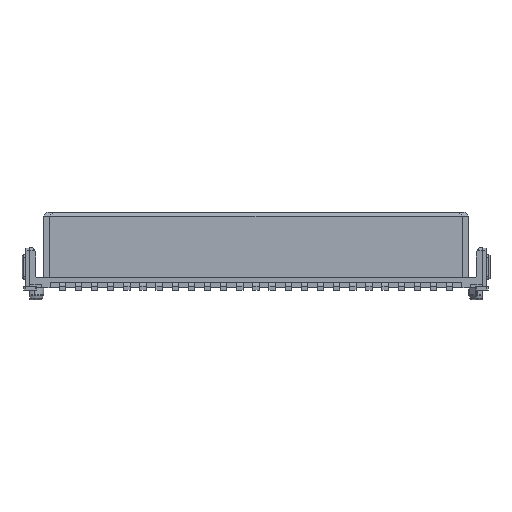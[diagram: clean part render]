
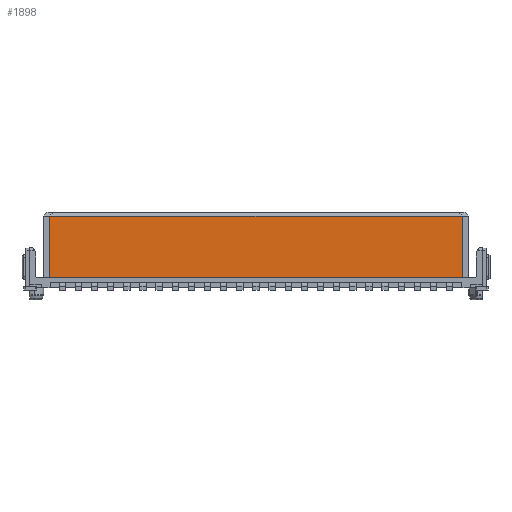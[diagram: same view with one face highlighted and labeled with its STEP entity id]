
A CAD part, front view. The second image highlights one B-rep face of the part: STEP entity #1898.
In plain terms, the highlighted planar face has unit normal (0, -1, 0).
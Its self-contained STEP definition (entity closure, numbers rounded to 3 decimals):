
#1871=AXIS2_PLACEMENT_3D('Plane Axis2P3D',#1868,#1869,#1870) ;
#49=CARTESIAN_POINT('Vertex',(2.165,2.175,6.58)) ;
#52=CARTESIAN_POINT('Line Origine',(18.415,2.175,6.58)) ;
#56=CARTESIAN_POINT('Vertex',(34.665,2.175,6.58)) ;
#1868=CARTESIAN_POINT('Axis2P3D Location',(34.765,2.175,1.63)) ;
#1873=CARTESIAN_POINT('Line Origine',(18.415,2.175,1.73)) ;
#1877=CARTESIAN_POINT('Vertex',(2.165,2.175,1.73)) ;
#1879=CARTESIAN_POINT('Vertex',(34.665,2.175,1.73)) ;
#1882=CARTESIAN_POINT('Line Origine',(34.665,2.175,4.155)) ;
#1887=CARTESIAN_POINT('Line Origine',(2.165,2.175,4.155)) ;
#53=DIRECTION('Vector Direction',(-1.,0.,0.)) ;
#1869=DIRECTION('Axis2P3D Direction',(0.,-1.,0.)) ;
#1870=DIRECTION('Axis2P3D XDirection',(0.,0.,1.)) ;
#1874=DIRECTION('Vector Direction',(1.,0.,0.)) ;
#1883=DIRECTION('Vector Direction',(0.,0.,1.)) ;
#1888=DIRECTION('Vector Direction',(0.,0.,-1.)) ;
#54=VECTOR('Line Direction',#53,1.) ;
#1875=VECTOR('Line Direction',#1874,1.) ;
#1884=VECTOR('Line Direction',#1883,1.) ;
#1889=VECTOR('Line Direction',#1888,1.) ;
#1893=ORIENTED_EDGE('',*,*,#1881,.T.) ;
#1894=ORIENTED_EDGE('',*,*,#1886,.T.) ;
#1895=ORIENTED_EDGE('',*,*,#58,.T.) ;
#1896=ORIENTED_EDGE('',*,*,#1891,.T.) ;
#1898=ADVANCED_FACE('Hauptk\X2\00F6\X0\rper',(#1897),#1872,.T.) ;
#58=EDGE_CURVE('',#57,#50,#55,.T.) ;
#1881=EDGE_CURVE('',#1878,#1880,#1876,.T.) ;
#1886=EDGE_CURVE('',#1880,#57,#1885,.T.) ;
#1891=EDGE_CURVE('',#50,#1878,#1890,.T.) ;
#1892=EDGE_LOOP('',(#1893,#1894,#1895,#1896)) ;
#1897=FACE_OUTER_BOUND('',#1892,.T.) ;
#55=LINE('Line',#52,#54) ;
#1876=LINE('Line',#1873,#1875) ;
#1885=LINE('Line',#1882,#1884) ;
#1890=LINE('Line',#1887,#1889) ;
#1872=PLANE('',#1871) ;
#50=VERTEX_POINT('',#49) ;
#57=VERTEX_POINT('',#56) ;
#1878=VERTEX_POINT('',#1877) ;
#1880=VERTEX_POINT('',#1879) ;
